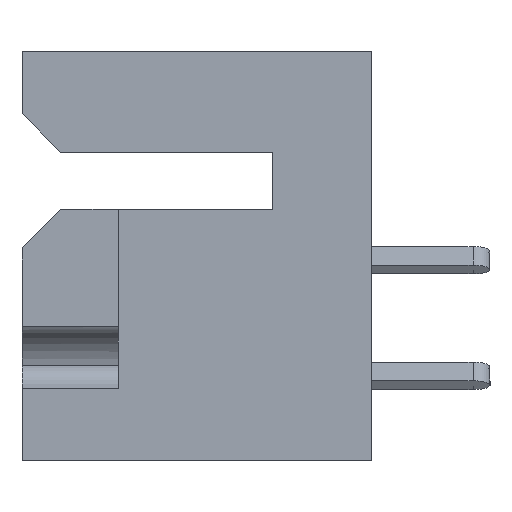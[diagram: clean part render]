
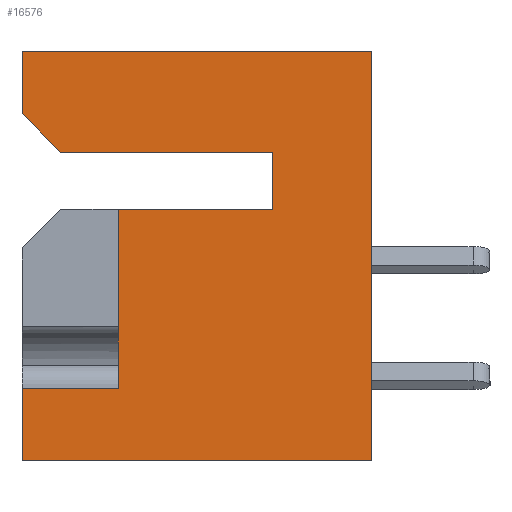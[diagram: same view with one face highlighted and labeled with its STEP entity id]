
A CAD part, left-side view. The second image highlights one B-rep face of the part: STEP entity #16576.
In plain terms, the highlighted planar face has unit normal (-1, 0, 0).
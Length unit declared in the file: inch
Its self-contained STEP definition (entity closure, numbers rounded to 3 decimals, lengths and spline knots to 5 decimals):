
#552 = DIRECTION ( 'NONE',  ( 0., 1., 0. ) ) ;
#1065 = CARTESIAN_POINT ( 'NONE',  ( 0., 0., 0. ) ) ;
#1099 = ORIENTED_EDGE ( 'NONE', *, *, #23318, .T. ) ;
#1110 = EDGE_CURVE ( 'NONE', #26751, #3736, #15240, .T. ) ;
#1202 = CARTESIAN_POINT ( 'NONE',  ( 0., 0.328, -0.437 ) ) ;
#1954 = DIRECTION ( 'NONE',  ( 0., 1., 0. ) ) ;
#2869 = LINE ( 'NONE', #27544, #21085 ) ;
#3124 = CARTESIAN_POINT ( 'NONE',  ( 0., 0.128, -0.131 ) ) ;
#3407 = ORIENTED_EDGE ( 'NONE', *, *, #31970, .F. ) ;
#3736 = VERTEX_POINT ( 'NONE', #22310 ) ;
#4076 = CARTESIAN_POINT ( 'NONE',  ( 0., 0.453, 0. ) ) ;
#4552 = CARTESIAN_POINT ( 'NONE',  ( 0., 0.128, -0.205 ) ) ;
#4584 = ORIENTED_EDGE ( 'NONE', *, *, #5640, .F. ) ;
#5045 = VECTOR ( 'NONE', #8827, 39.37008 ) ;
#5267 = CARTESIAN_POINT ( 'NONE',  ( 0., 0.128, -0.131 ) ) ;
#5274 = DIRECTION ( 'NONE',  ( 0., 0., 1. ) ) ;
#5640 = EDGE_CURVE ( 'NONE', #22590, #31686, #12737, .T. ) ;
#5776 = DIRECTION ( 'NONE',  ( 0., -0.707, -0.707 ) ) ;
#5987 = CARTESIAN_POINT ( 'NONE',  ( 0., 0.453, 0. ) ) ;
#6168 = EDGE_CURVE ( 'NONE', #31686, #14205, #8819, .T. ) ;
#6796 = CARTESIAN_POINT ( 'NONE',  ( 0., 0.453, -0.437 ) ) ;
#7042 = VECTOR ( 'NONE', #552, 39.37008 ) ;
#7304 = VECTOR ( 'NONE', #11410, 39.37008 ) ;
#8819 = LINE ( 'NONE', #5987, #26735 ) ;
#8827 = DIRECTION ( 'NONE',  ( 0., 0., 1. ) ) ;
#8909 = EDGE_LOOP ( 'NONE', ( #19549, #3407, #22225, #18541, #17382, #4584, #1099, #28176, #13487, #12987, #14657 ) ) ;
#9963 = DIRECTION ( 'NONE',  ( 0., -1., 0. ) ) ;
#11210 = DIRECTION ( 'NONE',  ( 0., 0., -1. ) ) ;
#11410 = DIRECTION ( 'NONE',  ( 0., 0., 1. ) ) ;
#11957 = VECTOR ( 'NONE', #1954, 39.37008 ) ;
#12737 = LINE ( 'NONE', #26350, #7304 ) ;
#12752 = EDGE_CURVE ( 'NONE', #23005, #31603, #16591, .T. ) ;
#12987 = ORIENTED_EDGE ( 'NONE', *, *, #16157, .T. ) ;
#13453 = CARTESIAN_POINT ( 'NONE',  ( 0., 0.453, -0.531 ) ) ;
#13487 = ORIENTED_EDGE ( 'NONE', *, *, #23746, .F. ) ;
#13521 = PLANE ( 'NONE',  #16542 ) ;
#13550 = DIRECTION ( 'NONE',  ( 0., 1., 0. ) ) ;
#14205 = VERTEX_POINT ( 'NONE', #16024 ) ;
#14657 = ORIENTED_EDGE ( 'NONE', *, *, #18811, .F. ) ;
#14690 = EDGE_CURVE ( 'NONE', #16906, #19516, #26486, .T. ) ;
#15240 = LINE ( 'NONE', #26965, #21461 ) ;
#16024 = CARTESIAN_POINT ( 'NONE',  ( 0., 0., 0. ) ) ;
#16157 = EDGE_CURVE ( 'NONE', #25172, #19502, #22267, .T. ) ;
#16455 = VECTOR ( 'NONE', #5776, 39.37008 ) ;
#16542 = AXIS2_PLACEMENT_3D ( 'NONE', #25727, #25931, #11210 ) ;
#16576 = ADVANCED_FACE ( 'NONE', ( #17729 ), #13521, .F. ) ;
#16591 = LINE ( 'NONE', #1202, #20110 ) ;
#16750 = CARTESIAN_POINT ( 'NONE',  ( 0., 0.453, -0.081 ) ) ;
#16906 = VERTEX_POINT ( 'NONE', #5267 ) ;
#17382 = ORIENTED_EDGE ( 'NONE', *, *, #6168, .F. ) ;
#17687 = CARTESIAN_POINT ( 'NONE',  ( 0., 0.403, -0.131 ) ) ;
#17729 = FACE_OUTER_BOUND ( 'NONE', #8909, .T. ) ;
#18136 = CARTESIAN_POINT ( 'NONE',  ( 0., 0.403, -0.131 ) ) ;
#18541 = ORIENTED_EDGE ( 'NONE', *, *, #27366, .T. ) ;
#18811 = EDGE_CURVE ( 'NONE', #23005, #19502, #2869, .T. ) ;
#19502 = VERTEX_POINT ( 'NONE', #25345 ) ;
#19516 = VERTEX_POINT ( 'NONE', #17687 ) ;
#19549 = ORIENTED_EDGE ( 'NONE', *, *, #12752, .T. ) ;
#19624 = CARTESIAN_POINT ( 'NONE',  ( 0., 0.128, -0.131 ) ) ;
#20110 = VECTOR ( 'NONE', #13550, 39.37008 ) ;
#20536 = CARTESIAN_POINT ( 'NONE',  ( 0., 0.128, -0.205 ) ) ;
#20907 = DIRECTION ( 'NONE',  ( 0., 0., 1. ) ) ;
#20945 = LINE ( 'NONE', #4076, #5045 ) ;
#21085 = VECTOR ( 'NONE', #5274, 39.37008 ) ;
#21461 = VECTOR ( 'NONE', #9963, 39.37008 ) ;
#22149 = DIRECTION ( 'NONE',  ( 0., 0., 1. ) ) ;
#22198 = CARTESIAN_POINT ( 'NONE',  ( 0., 0.453, 0. ) ) ;
#22225 = ORIENTED_EDGE ( 'NONE', *, *, #1110, .T. ) ;
#22267 = LINE ( 'NONE', #4552, #11957 ) ;
#22310 = CARTESIAN_POINT ( 'NONE',  ( 0., 0., -0.531 ) ) ;
#22590 = VERTEX_POINT ( 'NONE', #16750 ) ;
#23005 = VERTEX_POINT ( 'NONE', #23592 ) ;
#23318 = EDGE_CURVE ( 'NONE', #22590, #19516, #26621, .T. ) ;
#23408 = VECTOR ( 'NONE', #20907, 39.37008 ) ;
#23592 = CARTESIAN_POINT ( 'NONE',  ( 0., 0.328, -0.437 ) ) ;
#23746 = EDGE_CURVE ( 'NONE', #25172, #16906, #27743, .T. ) ;
#25059 = VECTOR ( 'NONE', #22149, 39.37008 ) ;
#25172 = VERTEX_POINT ( 'NONE', #20536 ) ;
#25345 = CARTESIAN_POINT ( 'NONE',  ( 0., 0.328, -0.205 ) ) ;
#25727 = CARTESIAN_POINT ( 'NONE',  ( 0., 0.453, 0. ) ) ;
#25931 = DIRECTION ( 'NONE',  ( 1., 0., 0. ) ) ;
#26350 = CARTESIAN_POINT ( 'NONE',  ( 0., 0.453, 0. ) ) ;
#26486 = LINE ( 'NONE', #3124, #7042 ) ;
#26621 = LINE ( 'NONE', #18136, #16455 ) ;
#26735 = VECTOR ( 'NONE', #28367, 39.37008 ) ;
#26751 = VERTEX_POINT ( 'NONE', #13453 ) ;
#26965 = CARTESIAN_POINT ( 'NONE',  ( 0., 0.453, -0.531 ) ) ;
#27366 = EDGE_CURVE ( 'NONE', #3736, #14205, #29245, .T. ) ;
#27544 = CARTESIAN_POINT ( 'NONE',  ( 0., 0.328, -0.205 ) ) ;
#27743 = LINE ( 'NONE', #19624, #25059 ) ;
#28176 = ORIENTED_EDGE ( 'NONE', *, *, #14690, .F. ) ;
#28367 = DIRECTION ( 'NONE',  ( 0., -1., 0. ) ) ;
#29245 = LINE ( 'NONE', #1065, #23408 ) ;
#31603 = VERTEX_POINT ( 'NONE', #6796 ) ;
#31686 = VERTEX_POINT ( 'NONE', #22198 ) ;
#31970 = EDGE_CURVE ( 'NONE', #26751, #31603, #20945, .T. ) ;
